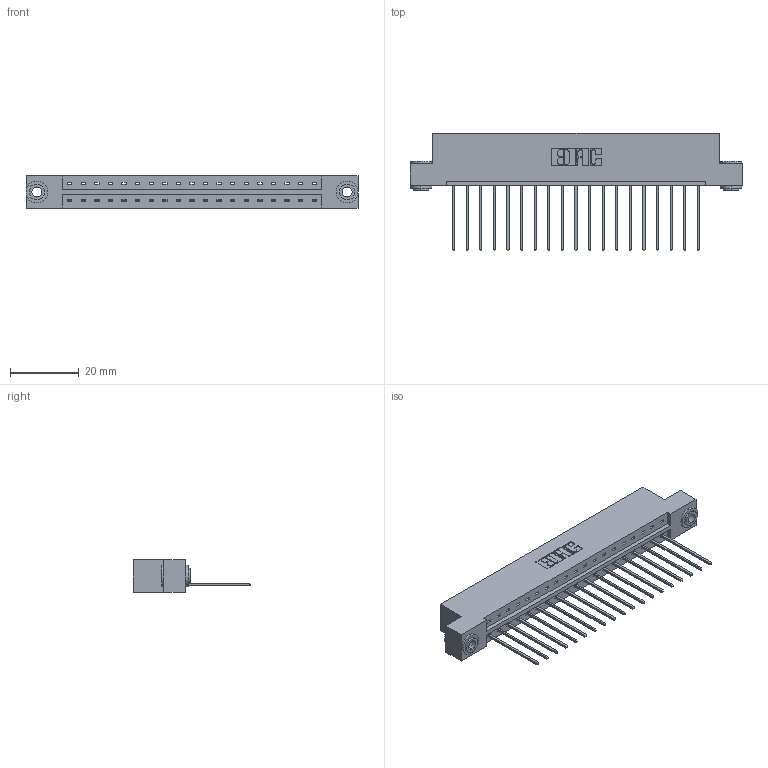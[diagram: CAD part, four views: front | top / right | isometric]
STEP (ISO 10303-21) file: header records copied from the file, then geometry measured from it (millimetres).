
FILE_DESCRIPTION (( 'STEP AP203' ), '1' );
FILE_NAME ('833-019-541-103.STEP', '2020-06-01T00:31:30', ( '' ), ( '' ), 'SwSTEP 2.0', 'SolidWorks 2020', '' );
FILE_SCHEMA (( 'CONFIG_CONTROL_DESIGN' ));
Length unit declared in the file: inch
Products named in the file (4): 833 Part_Flush - .156 Dia - TH; 345-250-002_345-250-002-102; 833-019-541-103; 345-292-001_345-293-141
Assembly tree (22 placements, depth 2):
  833-019-541-103
    833 Part_Flush - .156 Dia - TH
    345-292-001_345-293-141  x19
    345-250-002_345-250-002-102  x2
Bounding box: 96.82 x 34.3 x 9.4 mm (x, y, z)
Volume: 9627.6 mm3; surface area: 10878.9 mm2
Topology: 22 solids, 22 shells, 1254 faces, 3731 edges, 2458 vertices
Faces by surface type: plane 878, cylinder 368, cone 8
Entity records: 15258 total; most frequent: CARTESIAN_POINT 2614, ORIENTED_EDGE 2562, DIRECTION 2285, EDGE_CURVE 1281, LINE 1129, VECTOR 1129, VERTEX_POINT 850, AXIS2_PLACEMENT_3D 578
